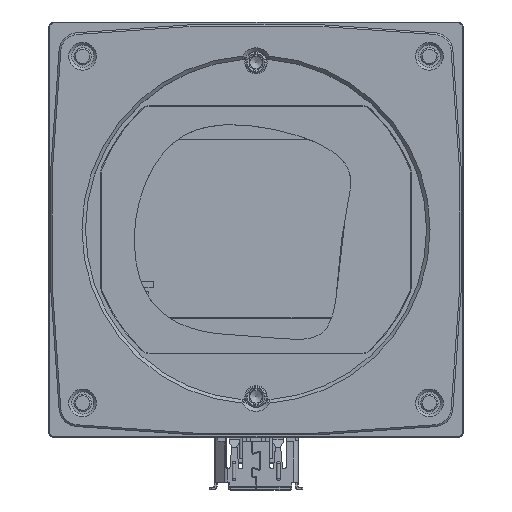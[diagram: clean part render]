
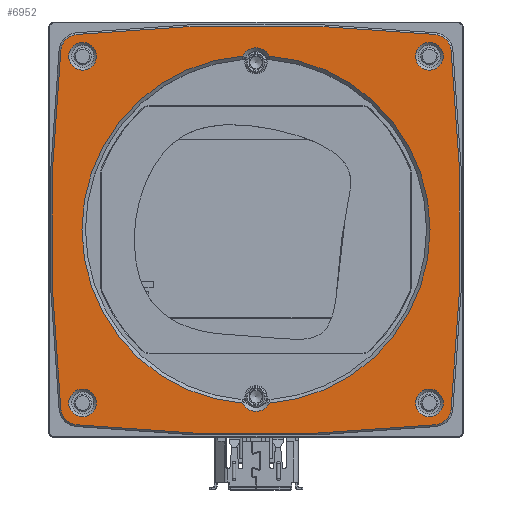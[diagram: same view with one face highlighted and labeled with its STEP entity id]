
A CAD part, top view. The second image highlights one B-rep face of the part: STEP entity #6952.
In plain terms, the highlighted face is planar.
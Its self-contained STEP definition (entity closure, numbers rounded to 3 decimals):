
#5895=FACE_BOUND('',#21521,.T.);
#5896=FACE_BOUND('',#21522,.T.);
#5897=FACE_BOUND('',#21523,.T.);
#5898=FACE_BOUND('',#21524,.T.);
#5899=FACE_BOUND('',#21525,.T.);
#5900=FACE_BOUND('',#21526,.T.);
#6952=ADVANCED_FACE('',(#5895,#5896,#5897,#5898,#5899,#5900),#12752,.T.);
#12752=PLANE('',#100096);
#21521=EDGE_LOOP('',(#31365,#31366,#31367,#31368));
#21522=EDGE_LOOP('',(#31369));
#21523=EDGE_LOOP('',(#31370));
#21524=EDGE_LOOP('',(#31371));
#21525=EDGE_LOOP('',(#31372));
#21526=EDGE_LOOP('',(#31373,#31374,#31375,#31376,#31377,#31378,#31379,#31380));
#28085=CIRCLE('',#100080,25.1);
#28086=CIRCLE('',#100081,2.12);
#28087=CIRCLE('',#100082,25.1);
#28088=CIRCLE('',#100083,2.12);
#28089=CIRCLE('',#100084,2.);
#28090=CIRCLE('',#100085,2.);
#28091=CIRCLE('',#100086,2.);
#28092=CIRCLE('',#100087,2.);
#28093=CIRCLE('',#100088,247.768);
#28094=CIRCLE('',#100089,2.521);
#28095=CIRCLE('',#100090,247.767);
#28096=CIRCLE('',#100091,2.52);
#28097=CIRCLE('',#100092,247.768);
#28098=CIRCLE('',#100093,2.52);
#28099=CIRCLE('',#100094,247.768);
#28100=CIRCLE('',#100095,2.521);
#31365=ORIENTED_EDGE('',*,*,#66496,.T.);
#31366=ORIENTED_EDGE('',*,*,#66497,.T.);
#31367=ORIENTED_EDGE('',*,*,#66498,.T.);
#31368=ORIENTED_EDGE('',*,*,#66499,.T.);
#31369=ORIENTED_EDGE('',*,*,#66500,.T.);
#31370=ORIENTED_EDGE('',*,*,#66501,.T.);
#31371=ORIENTED_EDGE('',*,*,#66502,.T.);
#31372=ORIENTED_EDGE('',*,*,#66503,.T.);
#31373=ORIENTED_EDGE('',*,*,#66504,.T.);
#31374=ORIENTED_EDGE('',*,*,#66505,.T.);
#31375=ORIENTED_EDGE('',*,*,#66506,.T.);
#31376=ORIENTED_EDGE('',*,*,#66507,.T.);
#31377=ORIENTED_EDGE('',*,*,#66508,.T.);
#31378=ORIENTED_EDGE('',*,*,#66509,.T.);
#31379=ORIENTED_EDGE('',*,*,#66510,.T.);
#31380=ORIENTED_EDGE('',*,*,#66511,.T.);
#58331=VERTEX_POINT('',#137449);
#58332=VERTEX_POINT('',#137450);
#58333=VERTEX_POINT('',#137452);
#58334=VERTEX_POINT('',#137454);
#58335=VERTEX_POINT('',#137457);
#58336=VERTEX_POINT('',#137459);
#58337=VERTEX_POINT('',#137461);
#58338=VERTEX_POINT('',#137463);
#58339=VERTEX_POINT('',#137465);
#58340=VERTEX_POINT('',#137466);
#58341=VERTEX_POINT('',#137468);
#58342=VERTEX_POINT('',#137470);
#58343=VERTEX_POINT('',#137472);
#58344=VERTEX_POINT('',#137474);
#58345=VERTEX_POINT('',#137476);
#58346=VERTEX_POINT('',#137478);
#66496=EDGE_CURVE('',#58331,#58332,#28085,.T.);
#66497=EDGE_CURVE('',#58332,#58333,#28086,.T.);
#66498=EDGE_CURVE('',#58333,#58334,#28087,.T.);
#66499=EDGE_CURVE('',#58334,#58331,#28088,.T.);
#66500=EDGE_CURVE('',#58335,#58335,#28089,.T.);
#66501=EDGE_CURVE('',#58336,#58336,#28090,.T.);
#66502=EDGE_CURVE('',#58337,#58337,#28091,.T.);
#66503=EDGE_CURVE('',#58338,#58338,#28092,.T.);
#66504=EDGE_CURVE('',#58339,#58340,#28093,.T.);
#66505=EDGE_CURVE('',#58340,#58341,#28094,.T.);
#66506=EDGE_CURVE('',#58341,#58342,#28095,.T.);
#66507=EDGE_CURVE('',#58342,#58343,#28096,.T.);
#66508=EDGE_CURVE('',#58343,#58344,#28097,.T.);
#66509=EDGE_CURVE('',#58344,#58345,#28098,.T.);
#66510=EDGE_CURVE('',#58345,#58346,#28099,.T.);
#66511=EDGE_CURVE('',#58346,#58339,#28100,.T.);
#100080=AXIS2_PLACEMENT_3D('',#137448,#109199,#109200);
#100081=AXIS2_PLACEMENT_3D('',#137451,#109201,#109202);
#100082=AXIS2_PLACEMENT_3D('',#137453,#109203,#109204);
#100083=AXIS2_PLACEMENT_3D('',#137455,#109205,#109206);
#100084=AXIS2_PLACEMENT_3D('',#137456,#109207,#109208);
#100085=AXIS2_PLACEMENT_3D('',#137458,#109209,#109210);
#100086=AXIS2_PLACEMENT_3D('',#137460,#109211,#109212);
#100087=AXIS2_PLACEMENT_3D('',#137462,#109213,#109214);
#100088=AXIS2_PLACEMENT_3D('',#137464,#109215,#109216);
#100089=AXIS2_PLACEMENT_3D('',#137467,#109217,#109218);
#100090=AXIS2_PLACEMENT_3D('',#137469,#109219,#109220);
#100091=AXIS2_PLACEMENT_3D('',#137471,#109221,#109222);
#100092=AXIS2_PLACEMENT_3D('',#137473,#109223,#109224);
#100093=AXIS2_PLACEMENT_3D('',#137475,#109225,#109226);
#100094=AXIS2_PLACEMENT_3D('',#137477,#109227,#109228);
#100095=AXIS2_PLACEMENT_3D('',#137479,#109229,#109230);
#100096=AXIS2_PLACEMENT_3D('',#137480,#109231,#109232);
#109199=DIRECTION('',(0.,0.,1.));
#109200=DIRECTION('',(-1.,0.,0.));
#109201=DIRECTION('',(0.,0.,1.));
#109202=DIRECTION('',(-1.,0.,0.));
#109203=DIRECTION('',(0.,0.,1.));
#109204=DIRECTION('',(-1.,0.,0.));
#109205=DIRECTION('',(0.,0.,1.));
#109206=DIRECTION('',(-1.,0.,0.));
#109207=DIRECTION('',(0.,0.,1.));
#109208=DIRECTION('',(-1.,0.,0.));
#109209=DIRECTION('',(0.,0.,1.));
#109210=DIRECTION('',(-1.,0.,0.));
#109211=DIRECTION('',(0.,0.,1.));
#109212=DIRECTION('',(-1.,0.,0.));
#109213=DIRECTION('',(0.,0.,1.));
#109214=DIRECTION('',(-1.,0.,0.));
#109215=DIRECTION('',(0.,0.,-1.));
#109216=DIRECTION('',(-1.,0.,0.));
#109217=DIRECTION('',(0.,0.,-1.));
#109218=DIRECTION('',(-1.,0.,0.));
#109219=DIRECTION('',(0.,0.,-1.));
#109220=DIRECTION('',(-1.,0.,0.));
#109221=DIRECTION('',(0.,0.,-1.));
#109222=DIRECTION('',(-1.,0.,0.));
#109223=DIRECTION('',(0.,0.,-1.));
#109224=DIRECTION('',(-1.,0.,0.));
#109225=DIRECTION('',(0.,0.,-1.));
#109226=DIRECTION('',(-1.,0.,0.));
#109227=DIRECTION('',(0.,0.,-1.));
#109228=DIRECTION('',(-1.,0.,0.));
#109229=DIRECTION('',(0.,0.,-1.));
#109230=DIRECTION('',(-1.,0.,0.));
#109231=DIRECTION('',(0.,0.,-1.));
#109232=DIRECTION('',(-1.,0.,0.));
#137448=CARTESIAN_POINT('',(0.,0.,-11.35));
#137449=CARTESIAN_POINT('',(1.906,-25.028,-11.35));
#137450=CARTESIAN_POINT('',(1.906,25.028,-11.35));
#137451=CARTESIAN_POINT('',(0.,24.1,-11.35));
#137452=CARTESIAN_POINT('',(-1.906,25.028,-11.35));
#137453=CARTESIAN_POINT('',(0.,0.,-11.35));
#137454=CARTESIAN_POINT('',(-1.906,-25.028,-11.35));
#137455=CARTESIAN_POINT('',(0.,-24.1,-11.35));
#137456=CARTESIAN_POINT('',(-25.,-25.,-11.35));
#137457=CARTESIAN_POINT('',(-27.,-25.,-11.35));
#137458=CARTESIAN_POINT('',(-25.,25.,-11.35));
#137459=CARTESIAN_POINT('',(-27.,25.,-11.35));
#137460=CARTESIAN_POINT('',(25.,25.,-11.35));
#137461=CARTESIAN_POINT('',(23.,25.,-11.35));
#137462=CARTESIAN_POINT('',(25.,-25.,-11.35));
#137463=CARTESIAN_POINT('',(23.,-25.,-11.35));
#137464=CARTESIAN_POINT('',(-0.003,218.272,-11.35));
#137465=CARTESIAN_POINT('',(25.899,-28.138,-11.35));
#137466=CARTESIAN_POINT('',(-25.9,-28.139,-11.35));
#137467=CARTESIAN_POINT('',(-25.639,-25.632,-11.35));
#137468=CARTESIAN_POINT('',(-28.145,-25.897,-11.35));
#137469=CARTESIAN_POINT('',(218.265,0.004,-11.35));
#137470=CARTESIAN_POINT('',(-28.145,25.901,-11.35));
#137471=CARTESIAN_POINT('',(-25.639,25.64,-11.35));
#137472=CARTESIAN_POINT('',(-25.904,28.146,-11.35));
#137473=CARTESIAN_POINT('',(-0.003,-218.264,-11.35));
#137474=CARTESIAN_POINT('',(25.896,28.147,-11.35));
#137475=CARTESIAN_POINT('',(25.633,25.64,-11.35));
#137476=CARTESIAN_POINT('',(28.14,25.904,-11.35));
#137477=CARTESIAN_POINT('',(-218.271,0.004,-11.35));
#137478=CARTESIAN_POINT('',(28.14,-25.894,-11.35));
#137479=CARTESIAN_POINT('',(25.633,-25.632,-11.35));
#137480=CARTESIAN_POINT('',(0.,0.,-11.35));
